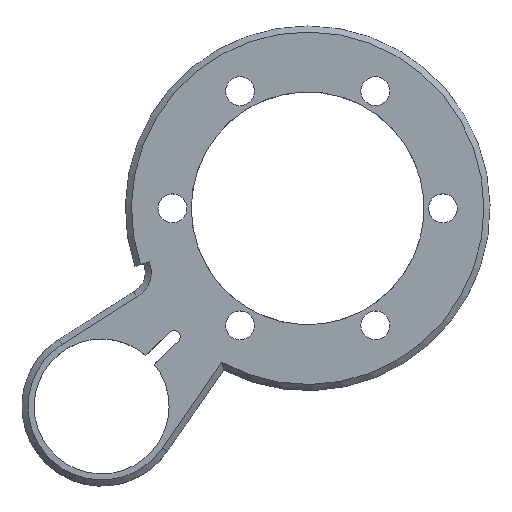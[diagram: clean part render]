
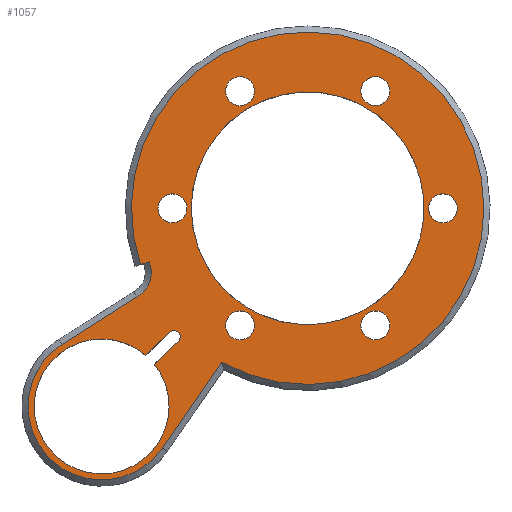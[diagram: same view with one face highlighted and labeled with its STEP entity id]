
A CAD part, top view. The second image highlights one B-rep face of the part: STEP entity #1057.
In plain terms, the highlighted planar face has unit normal (0, 0, 1).
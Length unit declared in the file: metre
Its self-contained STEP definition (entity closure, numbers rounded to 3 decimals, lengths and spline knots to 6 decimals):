
#31=B_SPLINE_CURVE_WITH_KNOTS('',3,(#1843,#1844,#1845,#1846,#1847,#1848,
#1849,#1850,#1851,#1852,#1853),.UNSPECIFIED.,.F.,.F.,(4,1,1,1,1,1,1,1,4),
(0.,0.0625,0.125,0.1875,0.25,0.375,0.5,0.75,1.),.UNSPECIFIED.);
#44=PLANE('',#1204);
#95=CIRCLE('',#1153,0.002375);
#97=CIRCLE('',#1156,0.002375);
#99=CIRCLE('',#1159,0.002375);
#101=CIRCLE('',#1162,0.002375);
#115=CIRCLE('',#1177,0.01915);
#116=CIRCLE('',#1179,0.002375);
#118=CIRCLE('',#1182,0.002375);
#138=CIRCLE('',#1205,0.0121);
#139=CIRCLE('',#1206,0.029);
#140=CIRCLE('',#1207,0.0111);
#141=CIRCLE('',#1208,0.001);
#282=ORIENTED_EDGE('',*,*,#503,.T.);
#283=ORIENTED_EDGE('',*,*,#556,.T.);
#284=ORIENTED_EDGE('',*,*,#557,.T.);
#285=ORIENTED_EDGE('',*,*,#558,.T.);
#286=ORIENTED_EDGE('',*,*,#559,.T.);
#287=ORIENTED_EDGE('',*,*,#560,.T.);
#288=ORIENTED_EDGE('',*,*,#528,.T.);
#289=ORIENTED_EDGE('',*,*,#527,.T.);
#290=ORIENTED_EDGE('',*,*,#513,.T.);
#291=ORIENTED_EDGE('',*,*,#511,.T.);
#292=ORIENTED_EDGE('',*,*,#509,.T.);
#293=ORIENTED_EDGE('',*,*,#507,.T.);
#294=ORIENTED_EDGE('',*,*,#530,.T.);
#295=ORIENTED_EDGE('',*,*,#561,.T.);
#296=ORIENTED_EDGE('',*,*,#562,.T.);
#297=ORIENTED_EDGE('',*,*,#563,.T.);
#298=ORIENTED_EDGE('',*,*,#564,.F.);
#503=EDGE_CURVE('',#651,#650,#731,.F.);
#507=EDGE_CURVE('',#654,#654,#95,.T.);
#509=EDGE_CURVE('',#656,#656,#97,.T.);
#511=EDGE_CURVE('',#658,#658,#99,.T.);
#513=EDGE_CURVE('',#660,#660,#101,.T.);
#527=EDGE_CURVE('',#662,#662,#115,.T.);
#528=EDGE_CURVE('',#663,#663,#116,.T.);
#530=EDGE_CURVE('',#665,#665,#118,.T.);
#556=EDGE_CURVE('',#650,#683,#31,.T.);
#557=EDGE_CURVE('',#683,#684,#738,.T.);
#558=EDGE_CURVE('',#684,#685,#138,.F.);
#559=EDGE_CURVE('',#685,#686,#739,.T.);
#560=EDGE_CURVE('',#686,#651,#139,.F.);
#561=EDGE_CURVE('',#687,#688,#140,.T.);
#562=EDGE_CURVE('',#688,#689,#740,.T.);
#563=EDGE_CURVE('',#689,#690,#141,.T.);
#564=EDGE_CURVE('',#687,#690,#741,.T.);
#650=VERTEX_POINT('',#1740);
#651=VERTEX_POINT('',#1742);
#654=VERTEX_POINT('',#1751);
#656=VERTEX_POINT('',#1756);
#658=VERTEX_POINT('',#1761);
#660=VERTEX_POINT('',#1766);
#662=VERTEX_POINT('',#1783);
#663=VERTEX_POINT('',#1786);
#665=VERTEX_POINT('',#1791);
#683=VERTEX_POINT('',#1854);
#684=VERTEX_POINT('',#1856);
#685=VERTEX_POINT('',#1858);
#686=VERTEX_POINT('',#1860);
#687=VERTEX_POINT('',#1863);
#688=VERTEX_POINT('',#1864);
#689=VERTEX_POINT('',#1866);
#690=VERTEX_POINT('',#1868);
#731=LINE('',#1741,#775);
#738=LINE('',#1855,#782);
#739=LINE('',#1859,#783);
#740=LINE('',#1865,#784);
#741=LINE('',#1869,#785);
#775=VECTOR('',#1361,1.);
#782=VECTOR('',#1480,1.);
#783=VECTOR('',#1483,1.);
#784=VECTOR('',#1488,1.);
#785=VECTOR('',#1491,1.);
#825=EDGE_LOOP('',(#282,#283,#284,#285,#286,#287));
#826=EDGE_LOOP('',(#288));
#827=EDGE_LOOP('',(#289));
#828=EDGE_LOOP('',(#290));
#829=EDGE_LOOP('',(#291));
#830=EDGE_LOOP('',(#292));
#831=EDGE_LOOP('',(#293));
#832=EDGE_LOOP('',(#294));
#833=EDGE_LOOP('',(#295,#296,#297,#298));
#933=FACE_BOUND('',#825,.T.);
#934=FACE_BOUND('',#826,.T.);
#935=FACE_BOUND('',#827,.T.);
#936=FACE_BOUND('',#828,.T.);
#937=FACE_BOUND('',#829,.T.);
#938=FACE_BOUND('',#830,.T.);
#939=FACE_BOUND('',#831,.T.);
#940=FACE_BOUND('',#832,.T.);
#941=FACE_BOUND('',#833,.T.);
#1057=ADVANCED_FACE('',(#933,#934,#935,#936,#937,#938,#939,#940,#941),#44,
 .F.);
#1153=AXIS2_PLACEMENT_3D('',#1750,#1371,#1372);
#1156=AXIS2_PLACEMENT_3D('',#1755,#1377,#1378);
#1159=AXIS2_PLACEMENT_3D('',#1760,#1383,#1384);
#1162=AXIS2_PLACEMENT_3D('',#1765,#1389,#1390);
#1177=AXIS2_PLACEMENT_3D('',#1782,#1419,#1420);
#1179=AXIS2_PLACEMENT_3D('',#1785,#1423,#1424);
#1182=AXIS2_PLACEMENT_3D('',#1790,#1429,#1430);
#1204=AXIS2_PLACEMENT_3D('',#1842,#1478,#1479);
#1205=AXIS2_PLACEMENT_3D('',#1857,#1481,#1482);
#1206=AXIS2_PLACEMENT_3D('',#1861,#1484,#1485);
#1207=AXIS2_PLACEMENT_3D('',#1862,#1486,#1487);
#1208=AXIS2_PLACEMENT_3D('',#1867,#1489,#1490);
#1361=DIRECTION('',(-0.948,-0.319,0.));
#1371=DIRECTION('',(0.,0.,-1.));
#1372=DIRECTION('',(-1.,0.,0.));
#1377=DIRECTION('',(0.,0.,-1.));
#1378=DIRECTION('',(-1.,0.,0.));
#1383=DIRECTION('',(0.,0.,-1.));
#1384=DIRECTION('',(-1.,0.,0.));
#1389=DIRECTION('',(0.,0.,-1.));
#1390=DIRECTION('',(-1.,0.,0.));
#1419=DIRECTION('',(0.,0.,-1.));
#1420=DIRECTION('',(-1.,0.,0.));
#1423=DIRECTION('',(0.,0.,-1.));
#1424=DIRECTION('',(-1.,0.,0.));
#1429=DIRECTION('',(0.,0.,-1.));
#1430=DIRECTION('',(-1.,0.,0.));
#1478=DIRECTION('',(0.,0.,-1.));
#1479=DIRECTION('',(1.,0.,0.));
#1480=DIRECTION('',(-0.844,-0.536,0.));
#1481=DIRECTION('',(0.,0.,-1.));
#1482=DIRECTION('',(-1.,0.,0.));
#1483=DIRECTION('',(0.568,0.823,0.));
#1484=DIRECTION('',(0.,0.,-1.));
#1485=DIRECTION('',(-1.,0.,0.));
#1486=DIRECTION('',(0.,0.,-1.));
#1487=DIRECTION('',(-1.,0.,0.));
#1488=DIRECTION('',(0.721,0.693,0.));
#1489=DIRECTION('',(0.,0.,-1.));
#1490=DIRECTION('',(-1.,0.,0.));
#1491=DIRECTION('',(0.721,0.693,0.));
#1740=CARTESIAN_POINT('',(-0.026059,-0.041285,-0.0098));
#1741=CARTESIAN_POINT('',(-0.027007,-0.041605,-0.0098));
#1742=CARTESIAN_POINT('',(-0.02748,-0.041764,-0.0098));
#1750=CARTESIAN_POINT('',(0.02225,-0.0325,-0.0098));
#1751=CARTESIAN_POINT('',(0.019875,-0.0325,-0.0098));
#1755=CARTESIAN_POINT('',(0.011125,-0.051769,-0.0098));
#1756=CARTESIAN_POINT('',(0.00875,-0.051769,-0.0098));
#1760=CARTESIAN_POINT('',(-0.011125,-0.051769,-0.0098));
#1761=CARTESIAN_POINT('',(-0.0135,-0.051769,-0.0098));
#1765=CARTESIAN_POINT('',(-0.02225,-0.0325,-0.0098));
#1766=CARTESIAN_POINT('',(-0.024625,-0.0325,-0.0098));
#1782=CARTESIAN_POINT('',(0.,-0.0325,-0.0098));
#1783=CARTESIAN_POINT('',(-0.01915,-0.0325,-0.0098));
#1785=CARTESIAN_POINT('',(-0.011125,-0.013231,-0.0098));
#1786=CARTESIAN_POINT('',(-0.0135,-0.013231,-0.0098));
#1790=CARTESIAN_POINT('',(0.011125,-0.013231,-0.0098));
#1791=CARTESIAN_POINT('',(0.00875,-0.013231,-0.0098));
#1842=CARTESIAN_POINT('',(0.,-0.028341,-0.0098));
#1843=CARTESIAN_POINT('',(-0.026059,-0.041285,-0.0098));
#1844=CARTESIAN_POINT('',(-0.026004,-0.041448,-0.0098));
#1845=CARTESIAN_POINT('',(-0.025908,-0.041756,-0.0098));
#1846=CARTESIAN_POINT('',(-0.025824,-0.042079,-0.0098));
#1847=CARTESIAN_POINT('',(-0.025752,-0.042514,-0.0098));
#1848=CARTESIAN_POINT('',(-0.025712,-0.043074,-0.0098));
#1849=CARTESIAN_POINT('',(-0.025751,-0.04381,-0.0098));
#1850=CARTESIAN_POINT('',(-0.026024,-0.044879,-0.0098));
#1851=CARTESIAN_POINT('',(-0.026698,-0.046034,-0.0098));
#1852=CARTESIAN_POINT('',(-0.027587,-0.046778,-0.0098));
#1853=CARTESIAN_POINT('',(-0.028119,-0.047105,-0.0098));
#1854=CARTESIAN_POINT('',(-0.028119,-0.047105,-0.0098));
#1855=CARTESIAN_POINT('',(-0.040378,-0.05488,-0.0098));
#1856=CARTESIAN_POINT('',(-0.040378,-0.05488,-0.0098));
#1857=CARTESIAN_POINT('',(-0.0339,-0.0651,-0.0098));
#1858=CARTESIAN_POINT('',(-0.023944,-0.071977,-0.0098));
#1859=CARTESIAN_POINT('',(0.004182,-0.031228,-0.0098));
#1860=CARTESIAN_POINT('',(-0.014163,-0.057806,-0.0098));
#1861=CARTESIAN_POINT('',(0.,-0.0325,-0.0098));
#1862=CARTESIAN_POINT('',(-0.0339,-0.0651,-0.0098));
#1863=CARTESIAN_POINT('',(-0.02524,-0.058157,-0.0098));
#1864=CARTESIAN_POINT('',(-0.026627,-0.056715,-0.0098));
#1865=CARTESIAN_POINT('',(-0.024647,-0.054811,-0.0098));
#1866=CARTESIAN_POINT('',(-0.022667,-0.052908,-0.0098));
#1867=CARTESIAN_POINT('',(-0.021974,-0.053628,-0.0098));
#1868=CARTESIAN_POINT('',(-0.02128,-0.054349,-0.0098));
#1869=CARTESIAN_POINT('',(-0.02326,-0.056253,-0.0098));
